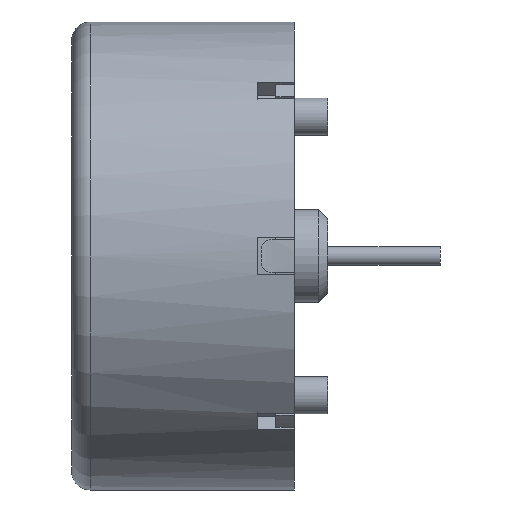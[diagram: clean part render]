
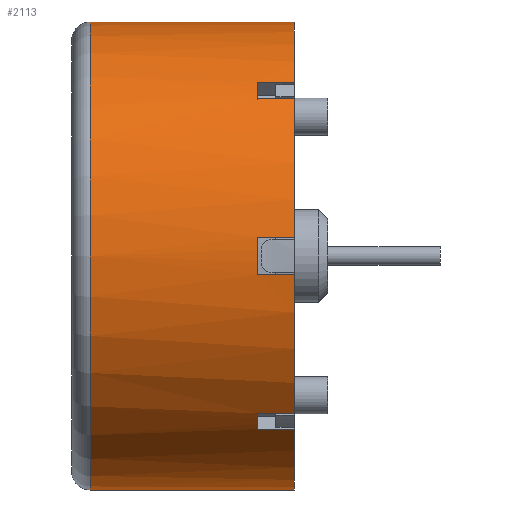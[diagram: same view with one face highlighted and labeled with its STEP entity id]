
A CAD part, left-side view. The second image highlights one B-rep face of the part: STEP entity #2113.
In plain terms, the highlighted cylindrical face has radius 6.3 mm (diameter 12.6 mm), a partial arc.
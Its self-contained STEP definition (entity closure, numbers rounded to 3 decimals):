
#90 = VERTEX_POINT('',#91);
#91 = CARTESIAN_POINT('',(0.,6.4,-6.3));
#92 = VERTEX_POINT('',#93);
#93 = CARTESIAN_POINT('',(0.,6.4,6.3));
#134 = EDGE_CURVE('',#92,#135,#137,.T.);
#135 = VERTEX_POINT('',#136);
#136 = CARTESIAN_POINT('',(0.,0.9,6.3));
#137 = LINE('',#138,#139);
#138 = CARTESIAN_POINT('',(0.,31.619,6.3));
#139 = VECTOR('',#140,1.);
#140 = DIRECTION('',(-0.,-1.,-0.));
#245 = VERTEX_POINT('',#246);
#246 = CARTESIAN_POINT('',(0.,0.9,-6.3));
#253 = EDGE_CURVE('',#90,#245,#254,.T.);
#254 = LINE('',#255,#256);
#255 = CARTESIAN_POINT('',(0.,31.619,-6.3));
#256 = VECTOR('',#257,1.);
#257 = DIRECTION('',(-0.,-1.,-0.));
#1930 = EDGE_CURVE('',#1931,#135,#1933,.T.);
#1931 = VERTEX_POINT('',#1932);
#1932 = CARTESIAN_POINT('',(-4.238,0.9,4.662));
#1933 = CIRCLE('',#1934,6.3);
#1934 = AXIS2_PLACEMENT_3D('',#1935,#1936,#1937);
#1935 = CARTESIAN_POINT('',(0.,0.9,0.));
#1936 = DIRECTION('',(0.,1.,0.));
#1937 = DIRECTION('',(0.,-0.,1.));
#2011 = VERTEX_POINT('',#2012);
#2012 = CARTESIAN_POINT('',(-4.238,0.9,-4.662));
#2018 = EDGE_CURVE('',#245,#2011,#2019,.T.);
#2019 = CIRCLE('',#2020,6.3);
#2020 = AXIS2_PLACEMENT_3D('',#2021,#2022,#2023);
#2021 = CARTESIAN_POINT('',(0.,0.9,0.));
#2022 = DIRECTION('',(0.,1.,0.));
#2023 = DIRECTION('',(0.,-0.,1.));
#2113 = ADVANCED_FACE('',(#2114),#2218,.T.);
#2114 = FACE_BOUND('',#2115,.T.);
#2115 = EDGE_LOOP('',(#2116,#2117,#2124,#2125,#2126,#2134,#2143,#2151,
    #2160,#2168,#2177,#2185,#2194,#2202,#2211,#2217));
#2116 = ORIENTED_EDGE('',*,*,#134,.F.);
#2117 = ORIENTED_EDGE('',*,*,#2118,.T.);
#2118 = EDGE_CURVE('',#92,#90,#2119,.T.);
#2119 = CIRCLE('',#2120,6.3);
#2120 = AXIS2_PLACEMENT_3D('',#2121,#2122,#2123);
#2121 = CARTESIAN_POINT('',(0.,6.4,0.));
#2122 = DIRECTION('',(0.,-1.,0.));
#2123 = DIRECTION('',(0.,0.,1.));
#2124 = ORIENTED_EDGE('',*,*,#253,.T.);
#2125 = ORIENTED_EDGE('',*,*,#2018,.T.);
#2126 = ORIENTED_EDGE('',*,*,#2127,.F.);
#2127 = EDGE_CURVE('',#2128,#2011,#2130,.T.);
#2128 = VERTEX_POINT('',#2129);
#2129 = CARTESIAN_POINT('',(-4.238,1.9,-4.662));
#2130 = LINE('',#2131,#2132);
#2131 = CARTESIAN_POINT('',(-4.238,1.9,-4.662));
#2132 = VECTOR('',#2133,1.);
#2133 = DIRECTION('',(-0.,-1.,-0.));
#2134 = ORIENTED_EDGE('',*,*,#2135,.F.);
#2135 = EDGE_CURVE('',#2136,#2128,#2138,.T.);
#2136 = VERTEX_POINT('',#2137);
#2137 = CARTESIAN_POINT('',(-4.662,1.9,-4.238));
#2138 = CIRCLE('',#2139,6.3);
#2139 = AXIS2_PLACEMENT_3D('',#2140,#2141,#2142);
#2140 = CARTESIAN_POINT('',(0.,1.9,0.));
#2141 = DIRECTION('',(0.,-1.,0.));
#2142 = DIRECTION('',(0.,0.,1.));
#2143 = ORIENTED_EDGE('',*,*,#2144,.T.);
#2144 = EDGE_CURVE('',#2136,#2145,#2147,.T.);
#2145 = VERTEX_POINT('',#2146);
#2146 = CARTESIAN_POINT('',(-4.662,0.9,-4.238));
#2147 = LINE('',#2148,#2149);
#2148 = CARTESIAN_POINT('',(-4.662,1.9,-4.238));
#2149 = VECTOR('',#2150,1.);
#2150 = DIRECTION('',(-0.,-1.,-0.));
#2151 = ORIENTED_EDGE('',*,*,#2152,.T.);
#2152 = EDGE_CURVE('',#2145,#2153,#2155,.T.);
#2153 = VERTEX_POINT('',#2154);
#2154 = CARTESIAN_POINT('',(-6.28,0.9,-0.5));
#2155 = CIRCLE('',#2156,6.3);
#2156 = AXIS2_PLACEMENT_3D('',#2157,#2158,#2159);
#2157 = CARTESIAN_POINT('',(0.,0.9,0.));
#2158 = DIRECTION('',(0.,1.,0.));
#2159 = DIRECTION('',(0.,-0.,1.));
#2160 = ORIENTED_EDGE('',*,*,#2161,.F.);
#2161 = EDGE_CURVE('',#2162,#2153,#2164,.T.);
#2162 = VERTEX_POINT('',#2163);
#2163 = CARTESIAN_POINT('',(-6.28,1.9,-0.5));
#2164 = LINE('',#2165,#2166);
#2165 = CARTESIAN_POINT('',(-6.28,1.9,-0.5));
#2166 = VECTOR('',#2167,1.);
#2167 = DIRECTION('',(-0.,-1.,-0.));
#2168 = ORIENTED_EDGE('',*,*,#2169,.F.);
#2169 = EDGE_CURVE('',#2170,#2162,#2172,.T.);
#2170 = VERTEX_POINT('',#2171);
#2171 = CARTESIAN_POINT('',(-6.28,1.9,0.5));
#2172 = CIRCLE('',#2173,6.3);
#2173 = AXIS2_PLACEMENT_3D('',#2174,#2175,#2176);
#2174 = CARTESIAN_POINT('',(0.,1.9,0.));
#2175 = DIRECTION('',(0.,-1.,0.));
#2176 = DIRECTION('',(0.,0.,-1.));
#2177 = ORIENTED_EDGE('',*,*,#2178,.T.);
#2178 = EDGE_CURVE('',#2170,#2179,#2181,.T.);
#2179 = VERTEX_POINT('',#2180);
#2180 = CARTESIAN_POINT('',(-6.28,0.9,0.5));
#2181 = LINE('',#2182,#2183);
#2182 = CARTESIAN_POINT('',(-6.28,1.9,0.5));
#2183 = VECTOR('',#2184,1.);
#2184 = DIRECTION('',(-0.,-1.,-0.));
#2185 = ORIENTED_EDGE('',*,*,#2186,.T.);
#2186 = EDGE_CURVE('',#2179,#2187,#2189,.T.);
#2187 = VERTEX_POINT('',#2188);
#2188 = CARTESIAN_POINT('',(-4.662,0.9,4.238));
#2189 = CIRCLE('',#2190,6.3);
#2190 = AXIS2_PLACEMENT_3D('',#2191,#2192,#2193);
#2191 = CARTESIAN_POINT('',(0.,0.9,0.));
#2192 = DIRECTION('',(0.,1.,0.));
#2193 = DIRECTION('',(0.,-0.,1.));
#2194 = ORIENTED_EDGE('',*,*,#2195,.F.);
#2195 = EDGE_CURVE('',#2196,#2187,#2198,.T.);
#2196 = VERTEX_POINT('',#2197);
#2197 = CARTESIAN_POINT('',(-4.662,1.9,4.238));
#2198 = LINE('',#2199,#2200);
#2199 = CARTESIAN_POINT('',(-4.662,1.9,4.238));
#2200 = VECTOR('',#2201,1.);
#2201 = DIRECTION('',(-0.,-1.,-0.));
#2202 = ORIENTED_EDGE('',*,*,#2203,.F.);
#2203 = EDGE_CURVE('',#2204,#2196,#2206,.T.);
#2204 = VERTEX_POINT('',#2205);
#2205 = CARTESIAN_POINT('',(-4.238,1.9,4.662));
#2206 = CIRCLE('',#2207,6.3);
#2207 = AXIS2_PLACEMENT_3D('',#2208,#2209,#2210);
#2208 = CARTESIAN_POINT('',(0.,1.9,0.));
#2209 = DIRECTION('',(0.,-1.,0.));
#2210 = DIRECTION('',(0.,0.,-1.));
#2211 = ORIENTED_EDGE('',*,*,#2212,.T.);
#2212 = EDGE_CURVE('',#2204,#1931,#2213,.T.);
#2213 = LINE('',#2214,#2215);
#2214 = CARTESIAN_POINT('',(-4.238,1.9,4.662));
#2215 = VECTOR('',#2216,1.);
#2216 = DIRECTION('',(-0.,-1.,-0.));
#2217 = ORIENTED_EDGE('',*,*,#1930,.T.);
#2218 = CYLINDRICAL_SURFACE('',#2219,6.3);
#2219 = AXIS2_PLACEMENT_3D('',#2220,#2221,#2222);
#2220 = CARTESIAN_POINT('',(0.,31.619,0.));
#2221 = DIRECTION('',(-0.,-1.,-0.));
#2222 = DIRECTION('',(0.,0.,-1.));
